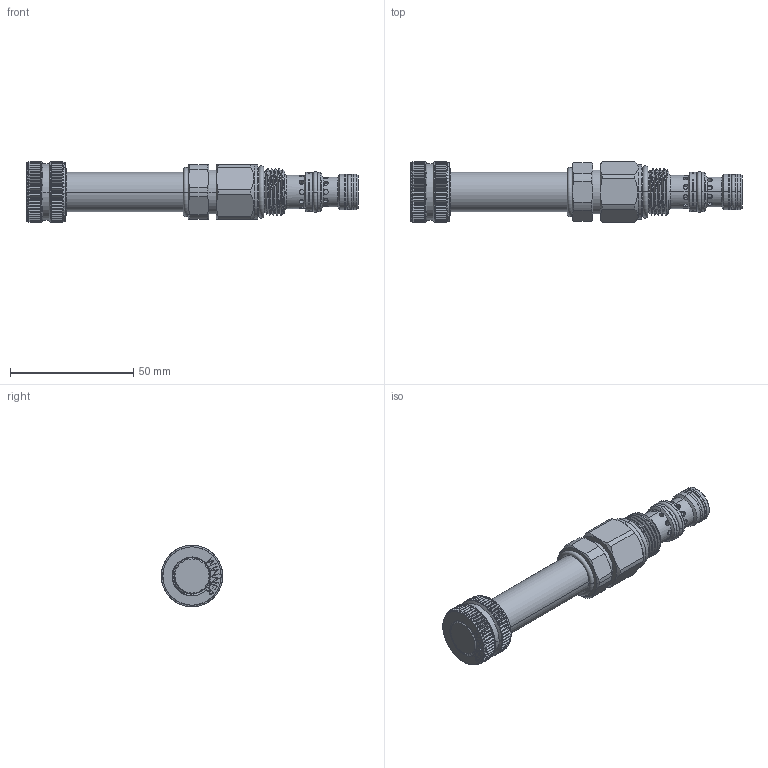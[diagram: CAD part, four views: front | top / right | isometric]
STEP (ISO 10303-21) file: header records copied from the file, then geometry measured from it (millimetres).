
FILE_DESCRIPTION (( 'STEP AP203' ), '1' );
FILE_NAME ('PPP08W3C-N-B1.STEP', '2024-09-11T00:12:38', ( '' ), ( '' ), 'SwSTEP 2.0', 'SolidWorks 2018', '' );
FILE_SCHEMA (( 'CONFIG_CONTROL_DESIGN' ));
Length unit declared in the file: millimetre
Products named in the file (1): PPP08W3C-N-B1
Bounding box: 134.95 x 25 x 25 mm (x, y, z)
Volume: 35964.7 mm3; surface area: 11307.3 mm2
Topology: 1 solids, 1 shells, 1069 faces, 2827 edges, 1798 vertices
Faces by surface type: cylinder 464, plane 431, cone 139, torus 21, bspline 14
Entity records: 42941 total; most frequent: CARTESIAN_POINT 17510, ORIENTED_EDGE 5654, DIRECTION 4924, EDGE_CURVE 2827, AXIS2_PLACEMENT_3D 1911, VERTEX_POINT 1798, EDGE_LOOP 1109, VECTOR 1102
